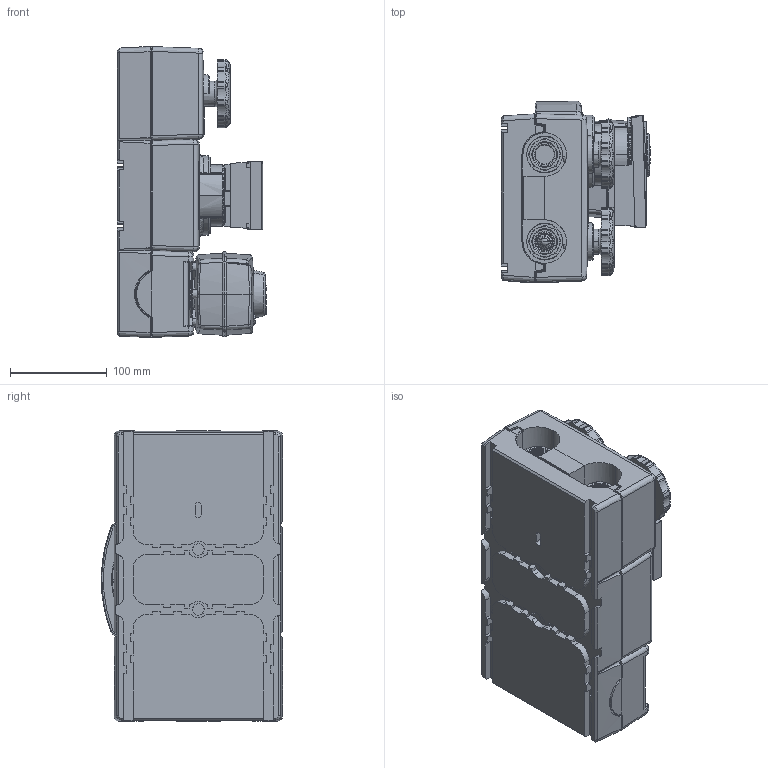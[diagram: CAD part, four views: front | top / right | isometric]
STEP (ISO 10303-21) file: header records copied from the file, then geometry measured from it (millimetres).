
FILE_DESCRIPTION(('CATIA V5 STEP Exchange','CAx-IF Rec.Pracs.--- Model Styling and Organization---1.2---2011-12-15'),'2;1');
FILE_NAME('61043100 GRA311 DN20.stp','2017-05-17T08:46:29+00:00',('none'),('none'),'CATIA Version 5-6 Release 2014 SP4 HF22','CATIA V5 STEP AP214','none');
FILE_SCHEMA(('AUTOMOTIVE_DESIGN { 1 0 10303 214 1 1 1 1 }'));
Products named in the file (1): 7649 S12_AllCATPart
Bounding box: 154.69 x 187.45 x 300.51 mm (x, y, z)
Volume: 4846874.1 mm3; surface area: 457492.2 mm2
Topology: 6 solids, 39 shells, 6367 faces, 16885 edges, 10675 vertices
Faces by surface type: plane 2189, cylinder 1465, bspline 1422, cone 784, torus 276, sphere 172, revolution 56, extrusion 3
Entity records: 253961 total; most frequent: CARTESIAN_POINT 118521, ORIENTED_EDGE 33502, DIRECTION 18539, EDGE_CURVE 16751, VERTEX_POINT 10668, AXIS2_PLACEMENT_3D 7660, EDGE_LOOP 6751, VECTOR 6439
